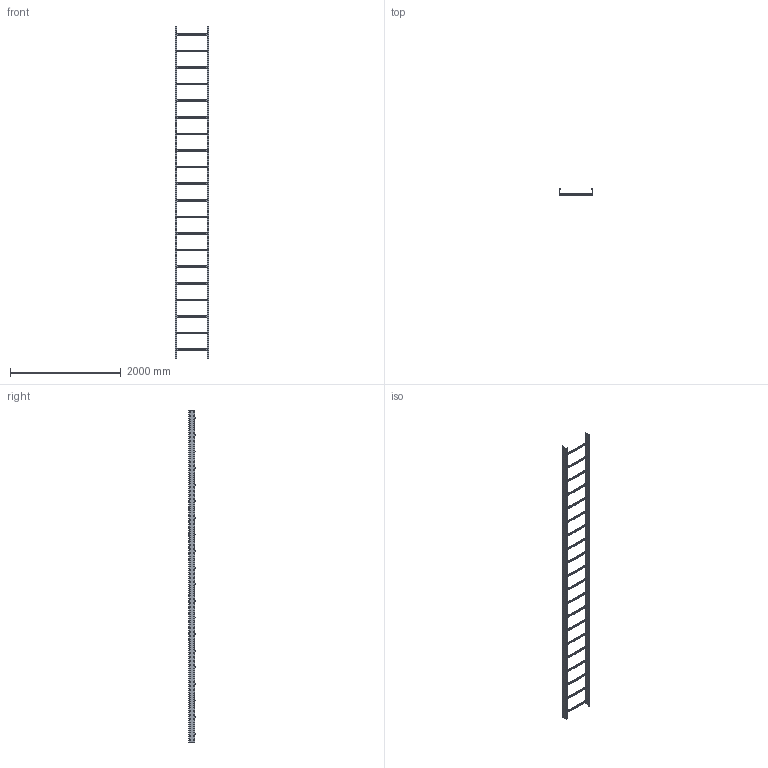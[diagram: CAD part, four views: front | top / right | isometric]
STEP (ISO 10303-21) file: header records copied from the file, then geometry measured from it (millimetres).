
FILE_DESCRIPTION (( 'STEP AP214' ), '1' );
FILE_NAME ('6216499.STEP', '2025-08-15T13:24:10', ( '' ), ( '' ), 'SwSTEP 2.0', 'SolidWorks 2024', '' );
FILE_SCHEMA (( 'AUTOMOTIVE_DESIGN' ));
Length unit declared in the file: millimetre
Products named in the file (5): 093842_L595; 6216499; 246474_Klemmzustand L=3mm; KTS 05.012-096_L=6000
Assembly tree (62 placements, depth 2):
  6216499
    KTS 05.012-096_L=6000
    KTS 05.012-096_L=6000
    093842_L595  x20
    246474_Klemmzustand L=3mm  x40
Bounding box: 600 x 112.5 x 6000 mm (x, y, z)
Volume: 3637165.3 mm3; surface area: 5002176.5 mm2
Topology: 62 solids, 62 shells, 4688 faces, 13116 edges, 8632 vertices
Faces by surface type: plane 3956, cylinder 572, torus 160
Entity records: 53238 total; most frequent: CARTESIAN_POINT 9291, ORIENTED_EDGE 9216, DIRECTION 8062, EDGE_CURVE 4608, LINE 4392, VECTOR 4392, VERTEX_POINT 3064, EDGE_LOOP 2338
